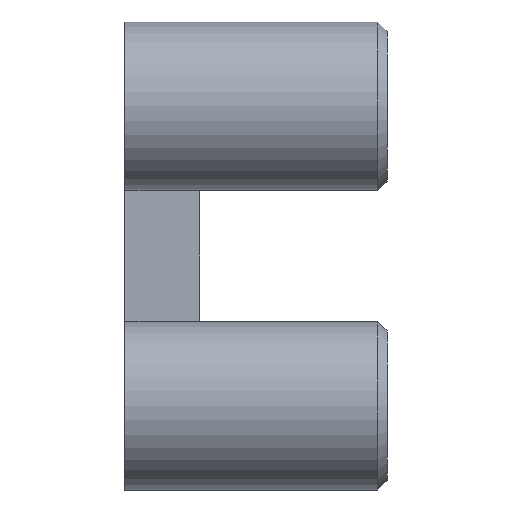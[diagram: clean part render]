
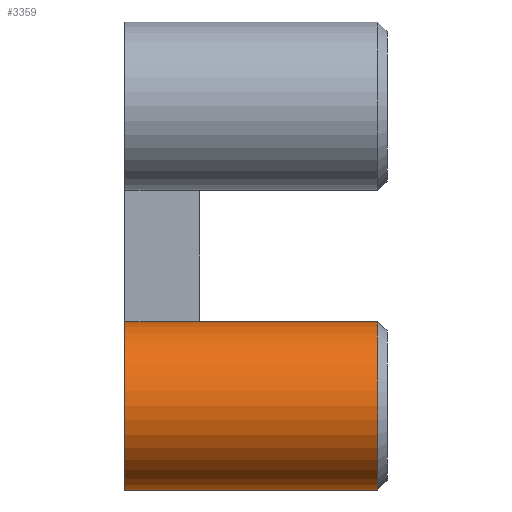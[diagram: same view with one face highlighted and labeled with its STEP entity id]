
A CAD part, left-side view. The second image highlights one B-rep face of the part: STEP entity #3359.
In plain terms, the highlighted cylindrical face has radius 2.25 mm (diameter 4.5 mm), a partial arc.
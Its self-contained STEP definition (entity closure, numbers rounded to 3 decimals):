
#16 = CYLINDRICAL_SURFACE ( 'NONE', #528, 2.25 ) ;
#203 = DIRECTION ( 'NONE',  ( 0., 1., 0. ) ) ;
#277 = AXIS2_PLACEMENT_3D ( 'NONE', #3404, #203, #2644 ) ;
#330 = EDGE_CURVE ( 'NONE', #1014, #3375, #3152, .T. ) ;
#339 = CARTESIAN_POINT ( 'NONE',  ( -67.842, 14.487, 0. ) ) ;
#402 = EDGE_CURVE ( 'NONE', #1014, #1440, #493, .T. ) ;
#493 = CIRCLE ( 'NONE', #277, 2.25 ) ;
#528 = AXIS2_PLACEMENT_3D ( 'NONE', #1844, #2707, #1086 ) ;
#529 = EDGE_CURVE ( 'NONE', #3375, #777, #2156, .T. ) ;
#777 = VERTEX_POINT ( 'NONE', #1513 ) ;
#926 = EDGE_LOOP ( 'NONE', ( #2065, #1475, #3053, #1023 ) ) ;
#1014 = VERTEX_POINT ( 'NONE', #1042 ) ;
#1023 = ORIENTED_EDGE ( 'NONE', *, *, #529, .T. ) ;
#1042 = CARTESIAN_POINT ( 'NONE',  ( -67.842, 21.237, -2.25 ) ) ;
#1086 = DIRECTION ( 'NONE',  ( 0., 0., -1. ) ) ;
#1106 = CARTESIAN_POINT ( 'NONE',  ( -67.842, 14.487, -2.25 ) ) ;
#1198 = DIRECTION ( 'NONE',  ( 0., -1., 0. ) ) ;
#1440 = VERTEX_POINT ( 'NONE', #1807 ) ;
#1475 = ORIENTED_EDGE ( 'NONE', *, *, #402, .F. ) ;
#1513 = CARTESIAN_POINT ( 'NONE',  ( -67.842, 14.487, 2.25 ) ) ;
#1590 = CARTESIAN_POINT ( 'NONE',  ( -67.842, 21.237, -2.25 ) ) ;
#1807 = CARTESIAN_POINT ( 'NONE',  ( -67.842, 21.237, 2.25 ) ) ;
#1844 = CARTESIAN_POINT ( 'NONE',  ( -67.842, 21.237, 0. ) ) ;
#1983 = CARTESIAN_POINT ( 'NONE',  ( -67.842, 21.237, 2.25 ) ) ;
#2065 = ORIENTED_EDGE ( 'NONE', *, *, #2434, .F. ) ;
#2103 = FACE_OUTER_BOUND ( 'NONE', #926, .T. ) ;
#2156 = CIRCLE ( 'NONE', #2502, 2.25 ) ;
#2176 = DIRECTION ( 'NONE',  ( 0., -1., 0. ) ) ;
#2434 = EDGE_CURVE ( 'NONE', #1440, #777, #3291, .T. ) ;
#2502 = AXIS2_PLACEMENT_3D ( 'NONE', #339, #2950, #2719 ) ;
#2644 = DIRECTION ( 'NONE',  ( 0., 0., 1. ) ) ;
#2707 = DIRECTION ( 'NONE',  ( 0., -1., 0. ) ) ;
#2710 = VECTOR ( 'NONE', #1198, 1000. ) ;
#2719 = DIRECTION ( 'NONE',  ( 0., 0., 1. ) ) ;
#2950 = DIRECTION ( 'NONE',  ( 0., 1., 0. ) ) ;
#3053 = ORIENTED_EDGE ( 'NONE', *, *, #330, .T. ) ;
#3152 = LINE ( 'NONE', #1590, #3241 ) ;
#3241 = VECTOR ( 'NONE', #2176, 1000. ) ;
#3291 = LINE ( 'NONE', #1983, #2710 ) ;
#3359 = ADVANCED_FACE ( 'NONE', ( #2103 ), #16, .T. ) ;
#3375 = VERTEX_POINT ( 'NONE', #1106 ) ;
#3404 = CARTESIAN_POINT ( 'NONE',  ( -67.842, 21.237, 0. ) ) ;
